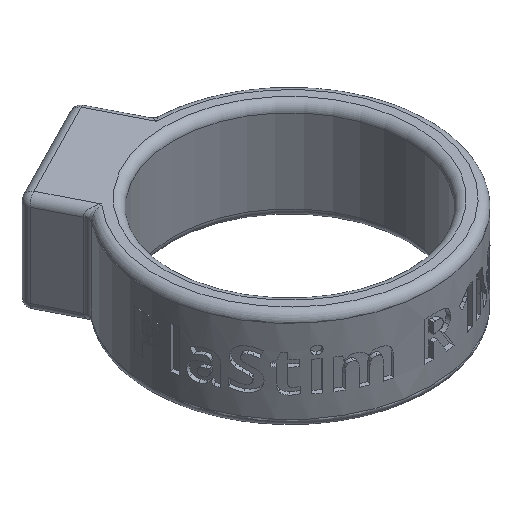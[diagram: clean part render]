
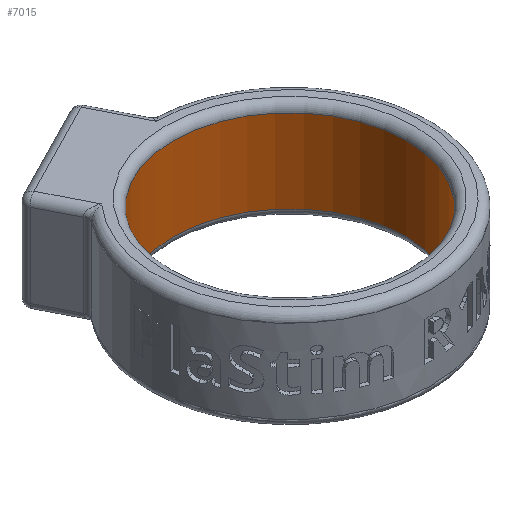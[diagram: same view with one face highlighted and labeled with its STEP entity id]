
A CAD part, isometric view. The second image highlights one B-rep face of the part: STEP entity #7015.
In plain terms, the highlighted cylindrical face has radius 14 mm (diameter 28 mm), a full revolution.
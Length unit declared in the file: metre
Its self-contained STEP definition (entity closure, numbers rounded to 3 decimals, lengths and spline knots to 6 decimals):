
#468=CIRCLE('',#7495,0.014);
#469=CIRCLE('',#7497,0.014);
#3516=ORIENTED_EDGE('',*,*,#4577,.T.);
#3517=ORIENTED_EDGE('',*,*,#4581,.F.);
#4577=EDGE_CURVE('',#5274,#5274,#468,.T.);
#4581=EDGE_CURVE('',#5277,#5277,#469,.T.);
#5274=VERTEX_POINT('',#13401);
#5277=VERTEX_POINT('',#13409);
#6096=EDGE_LOOP('',(#3516));
#6097=EDGE_LOOP('',(#3517));
#6536=FACE_BOUND('',#6096,.T.);
#6537=FACE_BOUND('',#6097,.T.);
#6624=CYLINDRICAL_SURFACE('',#7498,0.014);
#7015=ADVANCED_FACE('',(#6536,#6537),#6624,.F.);
#7495=AXIS2_PLACEMENT_3D('',#13400,#8842,#8843);
#7497=AXIS2_PLACEMENT_3D('',#13408,#8849,#8850);
#7498=AXIS2_PLACEMENT_3D('',#13410,#8851,#8852);
#8842=DIRECTION('',(0.,0.,1.));
#8843=DIRECTION('',(1.,0.,0.));
#8849=DIRECTION('',(0.,0.,1.));
#8850=DIRECTION('',(1.,0.,0.));
#8851=DIRECTION('',(0.,0.,-1.));
#8852=DIRECTION('',(-1.,0.,0.));
#13400=CARTESIAN_POINT('',(0.,0.,0.005));
#13401=CARTESIAN_POINT('',(0.014,0.,0.005));
#13408=CARTESIAN_POINT('',(0.,0.,-0.005));
#13409=CARTESIAN_POINT('',(0.014,0.,-0.005));
#13410=CARTESIAN_POINT('',(0.,0.,0.005));
